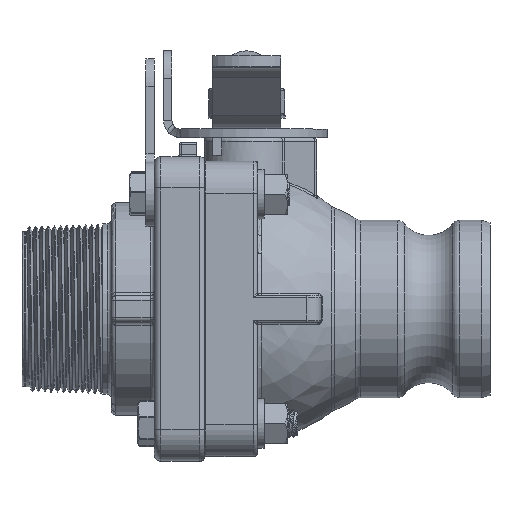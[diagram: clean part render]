
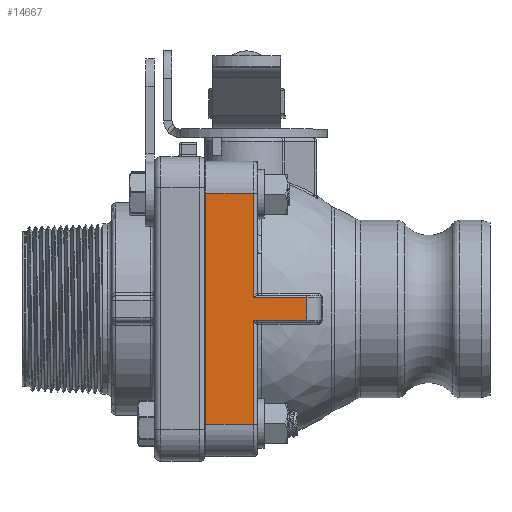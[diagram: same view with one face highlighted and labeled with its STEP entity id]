
A CAD part, top view. The second image highlights one B-rep face of the part: STEP entity #14667.
In plain terms, the highlighted planar face has unit normal (0, 0, 1).
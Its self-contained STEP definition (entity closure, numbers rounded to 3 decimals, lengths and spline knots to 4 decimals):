
#1585=FACE_OUTER_BOUND('',#2528,.T.);
#2528=EDGE_LOOP('',(#10370,#10371,#10372,#10373,#10374,#10375,#10376,#10377));
#4307=LINE('',#23202,#5279);
#4310=LINE('',#23226,#5282);
#4312=LINE('',#23233,#5284);
#4328=LINE('',#23295,#5300);
#4333=LINE('',#23327,#5305);
#4334=LINE('',#23329,#5306);
#4335=LINE('',#23331,#5307);
#4336=LINE('',#23332,#5308);
#5279=VECTOR('',#18082,0.3937);
#5282=VECTOR('',#18097,0.3937);
#5284=VECTOR('',#18105,0.3937);
#5300=VECTOR('',#18183,0.3937);
#5305=VECTOR('',#18228,0.3937);
#5306=VECTOR('',#18229,0.3937);
#5307=VECTOR('',#18230,0.3937);
#5308=VECTOR('',#18231,0.3937);
#6334=VERTEX_POINT('',#22944);
#6349=VERTEX_POINT('',#23180);
#6351=VERTEX_POINT('',#23200);
#6356=VERTEX_POINT('',#23225);
#6358=VERTEX_POINT('',#23231);
#6373=VERTEX_POINT('',#23290);
#6381=VERTEX_POINT('',#23328);
#6382=VERTEX_POINT('',#23330);
#7821=EDGE_CURVE('',#6349,#6351,#4307,.T.);
#7828=EDGE_CURVE('',#6356,#6334,#4310,.T.);
#7832=EDGE_CURVE('',#6358,#6334,#4312,.T.);
#7864=EDGE_CURVE('',#6349,#6373,#4328,.T.);
#7880=EDGE_CURVE('',#6373,#6358,#4333,.T.);
#7881=EDGE_CURVE('',#6351,#6381,#4334,.T.);
#7882=EDGE_CURVE('',#6382,#6381,#4335,.T.);
#7883=EDGE_CURVE('',#6356,#6382,#4336,.T.);
#10370=ORIENTED_EDGE('',*,*,#7832,.F.);
#10371=ORIENTED_EDGE('',*,*,#7880,.F.);
#10372=ORIENTED_EDGE('',*,*,#7864,.F.);
#10373=ORIENTED_EDGE('',*,*,#7821,.T.);
#10374=ORIENTED_EDGE('',*,*,#7881,.T.);
#10375=ORIENTED_EDGE('',*,*,#7882,.F.);
#10376=ORIENTED_EDGE('',*,*,#7883,.F.);
#10377=ORIENTED_EDGE('',*,*,#7828,.T.);
#14371=PLANE('',#16171);
#14667=ADVANCED_FACE('',(#1585),#14371,.T.);
#16171=AXIS2_PLACEMENT_3D('',#23326,#18226,#18227);
#18082=DIRECTION('',(0.,1.,0.));
#18097=DIRECTION('',(0.,1.,0.));
#18105=DIRECTION('',(-1.,0.,0.));
#18183=DIRECTION('',(1.,0.,0.));
#18226=DIRECTION('center_axis',(0.,0.,1.));
#18227=DIRECTION('ref_axis',(1.,0.,0.));
#18228=DIRECTION('',(0.,-1.,0.));
#18229=DIRECTION('',(-1.,0.,0.));
#18230=DIRECTION('',(0.,1.,0.));
#18231=DIRECTION('',(-1.,0.,0.));
#22944=CARTESIAN_POINT('',(-0.06,-0.16,2.065));
#23180=CARTESIAN_POINT('',(-0.06,0.16,2.065));
#23200=CARTESIAN_POINT('',(-0.06,1.615,2.065));
#23202=CARTESIAN_POINT('',(-0.06,1.7872,2.065));
#23225=CARTESIAN_POINT('',(-0.06,-1.615,2.065));
#23226=CARTESIAN_POINT('',(-0.06,1.7872,2.065));
#23231=CARTESIAN_POINT('',(0.69,-0.16,2.065));
#23233=CARTESIAN_POINT('',(0.2456,-0.16,2.065));
#23290=CARTESIAN_POINT('',(0.69,0.16,2.065));
#23295=CARTESIAN_POINT('',(0.2456,0.16,2.065));
#23326=CARTESIAN_POINT('Origin',(0.,1.615,2.065));
#23327=CARTESIAN_POINT('',(0.69,0.,2.065));
#23328=CARTESIAN_POINT('',(-0.72,1.615,2.065));
#23329=CARTESIAN_POINT('',(0.,1.615,2.065));
#23330=CARTESIAN_POINT('',(-0.72,-1.615,2.065));
#23331=CARTESIAN_POINT('',(-0.72,1.8056,2.065));
#23332=CARTESIAN_POINT('',(0.,-1.615,2.065));
